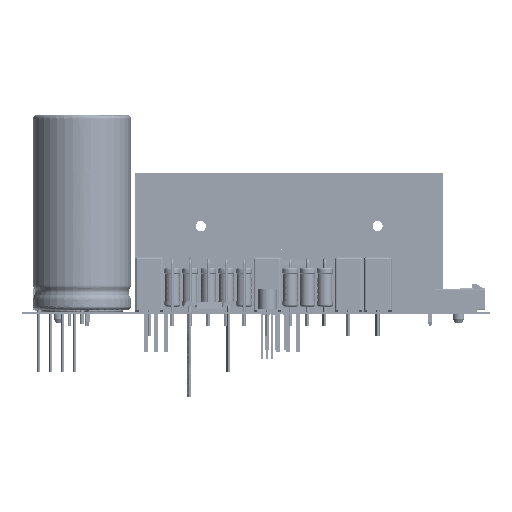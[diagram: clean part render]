
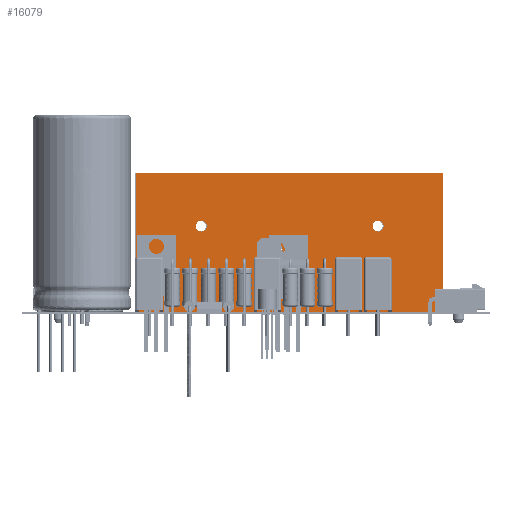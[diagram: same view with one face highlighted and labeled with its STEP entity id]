
A CAD part, front view. The second image highlights one B-rep face of the part: STEP entity #16079.
In plain terms, the highlighted face is planar.
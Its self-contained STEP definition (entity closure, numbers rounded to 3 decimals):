
#15118 = VERTEX_POINT('',#15119);
#15119 = CARTESIAN_POINT('',(-39.37,25.,0.));
#15125 = EDGE_CURVE('',#15118,#15126,#15128,.T.);
#15126 = VERTEX_POINT('',#15127);
#15127 = CARTESIAN_POINT('',(39.37,25.,0.));
#15128 = LINE('',#15129,#15130);
#15129 = CARTESIAN_POINT('',(-39.37,25.,0.));
#15130 = VECTOR('',#15131,1.);
#15131 = DIRECTION('',(1.,0.,0.));
#15585 = VERTEX_POINT('',#15586);
#15586 = CARTESIAN_POINT('',(-39.37,25.,35.56));
#15592 = EDGE_CURVE('',#15585,#15593,#15595,.T.);
#15593 = VERTEX_POINT('',#15594);
#15594 = CARTESIAN_POINT('',(39.37,25.,35.56));
#15595 = LINE('',#15596,#15597);
#15596 = CARTESIAN_POINT('',(-39.37,25.,35.56));
#15597 = VECTOR('',#15598,1.);
#15598 = DIRECTION('',(1.,0.,0.));
#16051 = EDGE_CURVE('',#15118,#15585,#16052,.T.);
#16052 = LINE('',#16053,#16054);
#16053 = CARTESIAN_POINT('',(-39.37,25.,0.));
#16054 = VECTOR('',#16055,1.);
#16055 = DIRECTION('',(0.,0.,1.));
#16079 = ADVANCED_FACE('',(#16080,#16091,#16102,#16113),#16124,.T.);
#16080 = FACE_BOUND('',#16081,.T.);
#16081 = EDGE_LOOP('',(#16082,#16083,#16084,#16090));
#16082 = ORIENTED_EDGE('',*,*,#16051,.T.);
#16083 = ORIENTED_EDGE('',*,*,#15592,.T.);
#16084 = ORIENTED_EDGE('',*,*,#16085,.F.);
#16085 = EDGE_CURVE('',#15126,#15593,#16086,.T.);
#16086 = LINE('',#16087,#16088);
#16087 = CARTESIAN_POINT('',(39.37,25.,0.));
#16088 = VECTOR('',#16089,1.);
#16089 = DIRECTION('',(0.,0.,1.));
#16090 = ORIENTED_EDGE('',*,*,#15125,.F.);
#16091 = FACE_BOUND('',#16092,.T.);
#16092 = EDGE_LOOP('',(#16093));
#16093 = ORIENTED_EDGE('',*,*,#16094,.T.);
#16094 = EDGE_CURVE('',#16095,#16095,#16097,.T.);
#16095 = VERTEX_POINT('',#16096);
#16096 = CARTESIAN_POINT('',(4.635,25.,16.));
#16097 = CIRCLE('',#16098,1.4);
#16098 = AXIS2_PLACEMENT_3D('',#16099,#16100,#16101);
#16099 = CARTESIAN_POINT('',(3.235,25.,16.));
#16100 = DIRECTION('',(0.,-1.,0.));
#16101 = DIRECTION('',(1.,0.,0.));
#16102 = FACE_BOUND('',#16103,.T.);
#16103 = EDGE_LOOP('',(#16104));
#16104 = ORIENTED_EDGE('',*,*,#16105,.T.);
#16105 = EDGE_CURVE('',#16106,#16106,#16108,.T.);
#16106 = VERTEX_POINT('',#16107);
#16107 = CARTESIAN_POINT('',(-21.245,25.,22.));
#16108 = CIRCLE('',#16109,1.4);
#16109 = AXIS2_PLACEMENT_3D('',#16110,#16111,#16112);
#16110 = CARTESIAN_POINT('',(-22.645,25.,22.));
#16111 = DIRECTION('',(0.,-1.,0.));
#16112 = DIRECTION('',(1.,0.,0.));
#16113 = FACE_BOUND('',#16114,.T.);
#16114 = EDGE_LOOP('',(#16115));
#16115 = ORIENTED_EDGE('',*,*,#16116,.T.);
#16116 = EDGE_CURVE('',#16117,#16117,#16119,.T.);
#16117 = VERTEX_POINT('',#16118);
#16118 = CARTESIAN_POINT('',(24.045,25.,22.));
#16119 = CIRCLE('',#16120,1.4);
#16120 = AXIS2_PLACEMENT_3D('',#16121,#16122,#16123);
#16121 = CARTESIAN_POINT('',(22.645,25.,22.));
#16122 = DIRECTION('',(0.,-1.,0.));
#16123 = DIRECTION('',(1.,0.,0.));
#16124 = PLANE('',#16125);
#16125 = AXIS2_PLACEMENT_3D('',#16126,#16127,#16128);
#16126 = CARTESIAN_POINT('',(-39.37,25.,0.));
#16127 = DIRECTION('',(0.,1.,0.));
#16128 = DIRECTION('',(1.,0.,0.));
